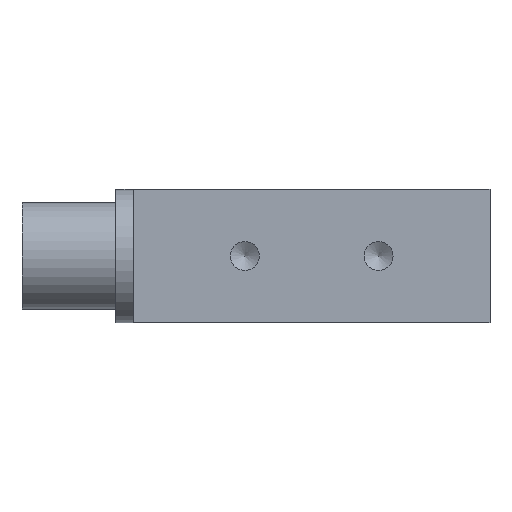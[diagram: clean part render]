
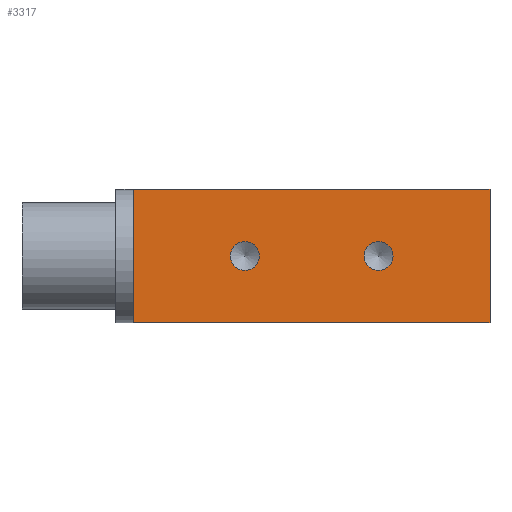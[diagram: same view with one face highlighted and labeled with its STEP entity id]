
A CAD part, front view. The second image highlights one B-rep face of the part: STEP entity #3317.
In plain terms, the highlighted planar face has unit normal (0, -1, 0).
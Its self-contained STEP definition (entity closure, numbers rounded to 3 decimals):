
#2627=CARTESIAN_POINT('',(-2.88,-34.293,15.0));
#2628=VERTEX_POINT('',#2627);
#2645=CARTESIAN_POINT('',(-2.88,-34.293,0.0));
#2646=VERTEX_POINT('',#2645);
#2653=CARTESIAN_POINT('',(-2.88,-34.293,0.0));
#2654=DIRECTION('',(0.0,0.0,1.0));
#2655=VECTOR('',#2654,15.0);
#2656=LINE('',#2653,#2655);
#2657=EDGE_CURVE('',#2646,#2628,#2656,.T.);
#2826=CARTESIAN_POINT('',(11.241,-34.293,7.5));
#2827=VERTEX_POINT('',#2826);
#2828=CARTESIAN_POINT('',(9.62,-34.293,7.5));
#2829=DIRECTION('',(0.0,1.0,0.0));
#2830=DIRECTION('',(1.0,0.0,0.0));
#2831=AXIS2_PLACEMENT_3D('',#2828,#2829,#2830);
#2832=CIRCLE('',#2831,1.621);
#2833=EDGE_CURVE('',#2827,#2827,#2832,.T.);
#2905=CARTESIAN_POINT('',(26.241,-34.293,7.5));
#2906=VERTEX_POINT('',#2905);
#2907=CARTESIAN_POINT('',(24.62,-34.293,7.5));
#2908=DIRECTION('',(0.0,1.0,0.0));
#2909=DIRECTION('',(1.0,0.0,0.0));
#2910=AXIS2_PLACEMENT_3D('',#2907,#2908,#2909);
#2911=CIRCLE('',#2910,1.621);
#2912=EDGE_CURVE('',#2906,#2906,#2911,.T.);
#3251=CARTESIAN_POINT('',(37.12,-34.293,15.0));
#3252=VERTEX_POINT('',#3251);
#3259=CARTESIAN_POINT('',(37.12,-34.293,0.0));
#3260=VERTEX_POINT('',#3259);
#3261=CARTESIAN_POINT('',(37.12,-34.293,0.0));
#3262=DIRECTION('',(0.0,0.0,1.0));
#3263=VECTOR('',#3262,15.0);
#3264=LINE('',#3261,#3263);
#3265=EDGE_CURVE('',#3260,#3252,#3264,.T.);
#3290=CARTESIAN_POINT('',(37.12,-34.293,0.0));
#3291=DIRECTION('',(0.0,-1.0,0.0));
#3292=DIRECTION('',(0.0,0.0,-1.0));
#3293=AXIS2_PLACEMENT_3D('',#3290,#3291,#3292);
#3294=PLANE('',#3293);
#3295=CARTESIAN_POINT('',(37.12,-34.293,15.0));
#3296=DIRECTION('',(-1.0,0.0,0.0));
#3297=VECTOR('',#3296,40.);
#3298=LINE('',#3295,#3297);
#3299=EDGE_CURVE('',#3252,#2628,#3298,.T.);
#3300=ORIENTED_EDGE('',*,*,#3299,.T.);
#3301=ORIENTED_EDGE('',*,*,#2657,.F.);
#3302=CARTESIAN_POINT('',(37.12,-34.293,0.0));
#3303=DIRECTION('',(-1.0,0.0,0.0));
#3304=VECTOR('',#3303,40.);
#3305=LINE('',#3302,#3304);
#3306=EDGE_CURVE('',#3260,#2646,#3305,.T.);
#3307=ORIENTED_EDGE('',*,*,#3306,.F.);
#3308=ORIENTED_EDGE('',*,*,#3265,.T.);
#3309=EDGE_LOOP('',(#3300,#3301,#3307,#3308));
#3310=FACE_OUTER_BOUND('',#3309,.T.);
#3311=ORIENTED_EDGE('',*,*,#2833,.T.);
#3312=EDGE_LOOP('',(#3311));
#3313=FACE_BOUND('',#3312,.T.);
#3314=ORIENTED_EDGE('',*,*,#2912,.T.);
#3315=EDGE_LOOP('',(#3314));
#3316=FACE_BOUND('',#3315,.T.);
#3317=ADVANCED_FACE('',(#3310,#3313,#3316),#3294,.T.);
